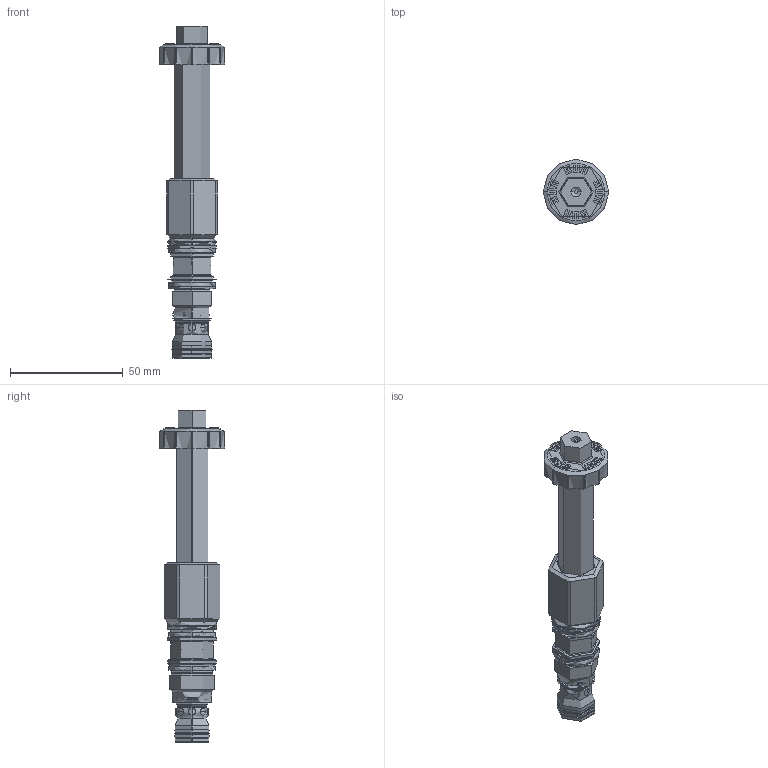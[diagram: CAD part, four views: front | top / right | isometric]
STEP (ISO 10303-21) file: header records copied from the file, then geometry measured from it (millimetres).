
FILE_DESCRIPTION((''),'2;1');
FILE_NAME('FMDFMDN_SW','2022-02-15T13:14:21',('SigMax'),(''),'CREO PARAMETRIC BY PTC INC, 2021072','CREO PARAMETRIC BY PTC INC, 2021072','');
FILE_SCHEMA(('CONFIG_CONTROL_DESIGN'));
Length unit declared in the file: inch
Products named in the file (1): FMDFMDN_SW
Bounding box: 29.21 x 29.21 x 147.4 mm (x, y, z)
Topology: 0 solids, 0 shells, 492 faces, 2428 edges, 2414 vertices
Faces by surface type: cylinder 196, plane 170, cone 76, torus 36, revolution 14
Entity records: 40718 total; most frequent: CARTESIAN_POINT 17726, DIRECTION 4290, TRIMMED_CURVE 2906, VECTOR 2492, LINE 2492, DEFINITIONAL_REPRESENTATION 2400, PCURVE 2400, COMPOSITE_CURVE_SEGMENT 2400
